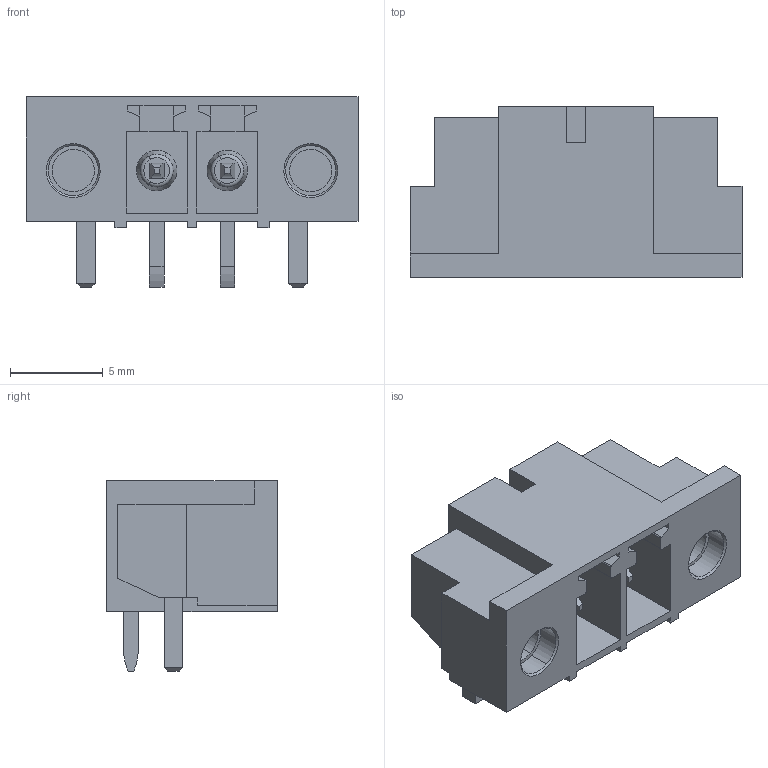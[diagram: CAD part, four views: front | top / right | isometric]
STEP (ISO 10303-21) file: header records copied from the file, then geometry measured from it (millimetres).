
FILE_DESCRIPTION(('CATIA V5 STEP Exchange','CAx-IF Rec.Pracs.--- Model Styling and Organization---1.2---2011-12-15'),'2;1');
FILE_NAME ('D1457730_0', '2018-10-12T06:08:44+00:00', ('none'), ('Weidmueller'), 'CATIA Version 5-6 Release 2014', 'CATIA V5 STEP AP214', 'none');
FILE_SCHEMA(('AUTOMOTIVE_DESIGN { 1 0 10303 214 1 1 1 1 }'));
Length unit declared in the file: millimetre
Products named in the file (1): 1863890000
Bounding box: 17.91 x 9.2 x 10.27 mm (x, y, z)
Volume: 612.7 mm3; surface area: 1211.2 mm2
Topology: 5 solids, 5 shells, 206 faces, 568 edges, 382 vertices
Faces by surface type: plane 160, cylinder 34, cone 8, torus 4
Entity records: 6104 total; most frequent: ORIENTED_EDGE 1136, CARTESIAN_POINT 1112, DIRECTION 822, EDGE_CURVE 568, VECTOR 470, LINE 470, VERTEX_POINT 382, AXIS2_PLACEMENT_3D 220
